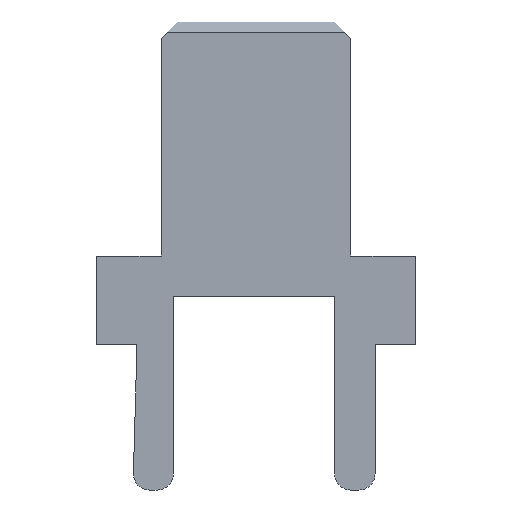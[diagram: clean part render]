
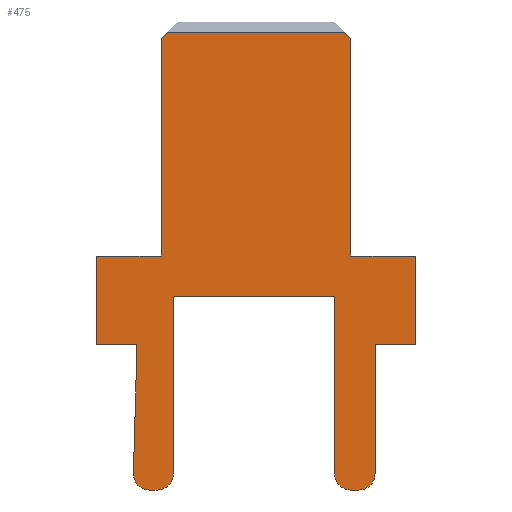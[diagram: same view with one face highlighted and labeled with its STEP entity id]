
A CAD part, front view. The second image highlights one B-rep face of the part: STEP entity #475.
In plain terms, the highlighted planar face has unit normal (0, -1, 0).
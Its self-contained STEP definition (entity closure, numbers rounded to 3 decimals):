
#16=PLANE('',#516);
#38=FACE_OUTER_BOUND('',#63,.T.);
#63=EDGE_LOOP('',(#339,#340,#341,#342,#343,#344,#345,#346,#347,#348,#349,
#350,#351,#352,#353,#354,#355,#356,#357,#358,#359,#360));
#88=LINE('',#686,#149);
#91=LINE('',#692,#152);
#92=LINE('',#694,#153);
#93=LINE('',#696,#154);
#94=LINE('',#698,#155);
#95=LINE('',#700,#156);
#96=LINE('',#702,#157);
#97=LINE('',#704,#158);
#98=LINE('',#706,#159);
#99=LINE('',#708,#160);
#100=LINE('',#710,#161);
#101=LINE('',#712,#162);
#102=LINE('',#714,#163);
#103=LINE('',#716,#164);
#104=LINE('',#720,#165);
#105=LINE('',#724,#166);
#106=LINE('',#726,#167);
#107=LINE('',#728,#168);
#149=VECTOR('',#557,10.);
#152=VECTOR('',#562,10.);
#153=VECTOR('',#563,10.);
#154=VECTOR('',#564,10.);
#155=VECTOR('',#565,10.);
#156=VECTOR('',#566,10.);
#157=VECTOR('',#567,10.);
#158=VECTOR('',#568,10.);
#159=VECTOR('',#569,10.);
#160=VECTOR('',#570,10.);
#161=VECTOR('',#571,10.);
#162=VECTOR('',#572,10.);
#163=VECTOR('',#573,10.);
#164=VECTOR('',#574,10.);
#165=VECTOR('',#577,10.);
#166=VECTOR('',#580,10.);
#167=VECTOR('',#581,10.);
#168=VECTOR('',#582,10.);
#209=CIRCLE('',#514,0.2);
#210=CIRCLE('',#517,0.2);
#211=CIRCLE('',#518,0.2);
#212=CIRCLE('',#519,0.2);
#218=VERTEX_POINT('',#679);
#219=VERTEX_POINT('',#681);
#220=VERTEX_POINT('',#685);
#222=VERTEX_POINT('',#691);
#223=VERTEX_POINT('',#693);
#224=VERTEX_POINT('',#695);
#225=VERTEX_POINT('',#697);
#226=VERTEX_POINT('',#699);
#227=VERTEX_POINT('',#701);
#228=VERTEX_POINT('',#703);
#229=VERTEX_POINT('',#705);
#230=VERTEX_POINT('',#707);
#231=VERTEX_POINT('',#709);
#232=VERTEX_POINT('',#711);
#233=VERTEX_POINT('',#713);
#234=VERTEX_POINT('',#715);
#235=VERTEX_POINT('',#717);
#236=VERTEX_POINT('',#719);
#237=VERTEX_POINT('',#721);
#238=VERTEX_POINT('',#723);
#239=VERTEX_POINT('',#725);
#240=VERTEX_POINT('',#727);
#264=EDGE_CURVE('',#218,#219,#209,.T.);
#266=EDGE_CURVE('',#220,#219,#88,.T.);
#269=EDGE_CURVE('',#218,#222,#91,.T.);
#270=EDGE_CURVE('',#222,#223,#92,.T.);
#271=EDGE_CURVE('',#223,#224,#93,.T.);
#272=EDGE_CURVE('',#224,#225,#94,.T.);
#273=EDGE_CURVE('',#225,#226,#95,.T.);
#274=EDGE_CURVE('',#227,#226,#96,.T.);
#275=EDGE_CURVE('',#228,#227,#97,.T.);
#276=EDGE_CURVE('',#229,#228,#98,.T.);
#277=EDGE_CURVE('',#229,#230,#99,.T.);
#278=EDGE_CURVE('',#230,#231,#100,.T.);
#279=EDGE_CURVE('',#231,#232,#101,.T.);
#280=EDGE_CURVE('',#232,#233,#102,.T.);
#281=EDGE_CURVE('',#233,#234,#103,.T.);
#282=EDGE_CURVE('',#235,#234,#210,.T.);
#283=EDGE_CURVE('',#235,#236,#104,.T.);
#284=EDGE_CURVE('',#237,#236,#211,.T.);
#285=EDGE_CURVE('',#237,#238,#105,.T.);
#286=EDGE_CURVE('',#238,#239,#106,.T.);
#287=EDGE_CURVE('',#239,#240,#107,.T.);
#288=EDGE_CURVE('',#220,#240,#212,.T.);
#339=ORIENTED_EDGE('',*,*,#264,.F.);
#340=ORIENTED_EDGE('',*,*,#269,.T.);
#341=ORIENTED_EDGE('',*,*,#270,.T.);
#342=ORIENTED_EDGE('',*,*,#271,.T.);
#343=ORIENTED_EDGE('',*,*,#272,.T.);
#344=ORIENTED_EDGE('',*,*,#273,.T.);
#345=ORIENTED_EDGE('',*,*,#274,.F.);
#346=ORIENTED_EDGE('',*,*,#275,.F.);
#347=ORIENTED_EDGE('',*,*,#276,.F.);
#348=ORIENTED_EDGE('',*,*,#277,.T.);
#349=ORIENTED_EDGE('',*,*,#278,.T.);
#350=ORIENTED_EDGE('',*,*,#279,.T.);
#351=ORIENTED_EDGE('',*,*,#280,.T.);
#352=ORIENTED_EDGE('',*,*,#281,.T.);
#353=ORIENTED_EDGE('',*,*,#282,.F.);
#354=ORIENTED_EDGE('',*,*,#283,.T.);
#355=ORIENTED_EDGE('',*,*,#284,.F.);
#356=ORIENTED_EDGE('',*,*,#285,.T.);
#357=ORIENTED_EDGE('',*,*,#286,.T.);
#358=ORIENTED_EDGE('',*,*,#287,.T.);
#359=ORIENTED_EDGE('',*,*,#288,.F.);
#360=ORIENTED_EDGE('',*,*,#266,.T.);
#475=ADVANCED_FACE('',(#38),#16,.T.);
#514=AXIS2_PLACEMENT_3D('',#682,#552,#553);
#516=AXIS2_PLACEMENT_3D('',#690,#560,#561);
#517=AXIS2_PLACEMENT_3D('',#718,#575,#576);
#518=AXIS2_PLACEMENT_3D('',#722,#578,#579);
#519=AXIS2_PLACEMENT_3D('',#729,#583,#584);
#552=DIRECTION('center_axis',(0.,1.,0.));
#553=DIRECTION('ref_axis',(0.707,0.,-0.707));
#557=DIRECTION('',(1.,0.,0.));
#560=DIRECTION('center_axis',(0.,-1.,0.));
#561=DIRECTION('ref_axis',(0.,0.,-1.));
#562=DIRECTION('',(0.,0.,1.));
#563=DIRECTION('',(1.,0.,0.));
#564=DIRECTION('',(0.,0.,1.));
#565=DIRECTION('',(-1.,0.,0.));
#566=DIRECTION('',(0.,0.,1.));
#567=DIRECTION('',(0.707,0.,-0.707));
#568=DIRECTION('',(1.,0.,0.));
#569=DIRECTION('',(0.707,0.,0.707));
#570=DIRECTION('',(0.,0.,-1.));
#571=DIRECTION('',(-1.,0.,0.));
#572=DIRECTION('',(0.,0.,-1.));
#573=DIRECTION('',(1.,0.,0.));
#574=DIRECTION('',(-0.028,0.,-1.));
#575=DIRECTION('center_axis',(0.,1.,0.));
#576=DIRECTION('ref_axis',(-0.717,0.,-0.697));
#577=DIRECTION('',(1.,0.,0.));
#578=DIRECTION('center_axis',(0.,1.,0.));
#579=DIRECTION('ref_axis',(0.707,0.,-0.707));
#580=DIRECTION('',(0.,0.,1.));
#581=DIRECTION('',(1.,0.,0.));
#582=DIRECTION('',(0.,0.,-1.));
#583=DIRECTION('center_axis',(0.,1.,0.));
#584=DIRECTION('ref_axis',(-0.707,0.,-0.707));
#679=CARTESIAN_POINT('',(3.,-0.125,0.2));
#681=CARTESIAN_POINT('',(2.8,-0.125,0.));
#682=CARTESIAN_POINT('Origin',(2.8,-0.125,0.2));
#685=CARTESIAN_POINT('',(2.7,-0.125,0.));
#686=CARTESIAN_POINT('',(2.5,-0.125,0.));
#690=CARTESIAN_POINT('Origin',(1.525,-0.125,2.9));
#691=CARTESIAN_POINT('',(3.,-0.125,1.8));
#692=CARTESIAN_POINT('',(3.,-0.125,0.));
#693=CARTESIAN_POINT('',(3.5,-0.125,1.8));
#694=CARTESIAN_POINT('',(3.,-0.125,1.8));
#695=CARTESIAN_POINT('',(3.5,-0.125,2.9));
#696=CARTESIAN_POINT('',(3.5,-0.125,1.8));
#697=CARTESIAN_POINT('',(2.7,-0.125,2.9));
#698=CARTESIAN_POINT('',(3.5,-0.125,2.9));
#699=CARTESIAN_POINT('',(2.7,-0.125,5.6));
#700=CARTESIAN_POINT('',(2.7,-0.125,2.9));
#701=CARTESIAN_POINT('',(2.625,-0.125,5.675));
#702=CARTESIAN_POINT('',(3.031,-0.125,5.269));
#703=CARTESIAN_POINT('',(0.425,-0.125,5.675));
#704=CARTESIAN_POINT('',(0.937,-0.125,5.675));
#705=CARTESIAN_POINT('',(0.35,-0.125,5.6));
#706=CARTESIAN_POINT('',(0.019,-0.125,5.269));
#707=CARTESIAN_POINT('',(0.35,-0.125,2.9));
#708=CARTESIAN_POINT('',(0.35,-0.125,5.8));
#709=CARTESIAN_POINT('',(-0.45,-0.125,2.9));
#710=CARTESIAN_POINT('',(0.35,-0.125,2.9));
#711=CARTESIAN_POINT('',(-0.45,-0.125,1.8));
#712=CARTESIAN_POINT('',(-0.45,-0.125,2.9));
#713=CARTESIAN_POINT('',(0.05,-0.125,1.8));
#714=CARTESIAN_POINT('',(-0.45,-0.125,1.8));
#715=CARTESIAN_POINT('',(0.006,-0.125,0.206));
#716=CARTESIAN_POINT('',(0.05,-0.125,1.8));
#717=CARTESIAN_POINT('',(0.206,-0.125,0.));
#718=CARTESIAN_POINT('Origin',(0.206,-0.125,0.2));
#719=CARTESIAN_POINT('',(0.3,-0.125,0.));
#720=CARTESIAN_POINT('',(0.,-0.125,0.));
#721=CARTESIAN_POINT('',(0.5,-0.125,0.2));
#722=CARTESIAN_POINT('Origin',(0.3,-0.125,0.2));
#723=CARTESIAN_POINT('',(0.5,-0.125,2.4));
#724=CARTESIAN_POINT('',(0.5,-0.125,0.));
#725=CARTESIAN_POINT('',(2.5,-0.125,2.4));
#726=CARTESIAN_POINT('',(0.5,-0.125,2.4));
#727=CARTESIAN_POINT('',(2.5,-0.125,0.2));
#728=CARTESIAN_POINT('',(2.5,-0.125,2.4));
#729=CARTESIAN_POINT('Origin',(2.7,-0.125,0.2));
